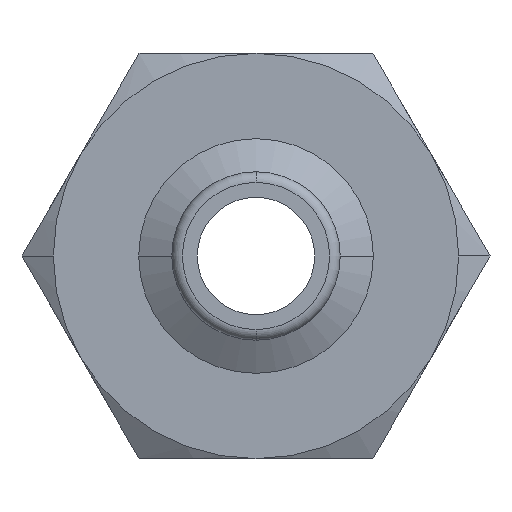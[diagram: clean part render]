
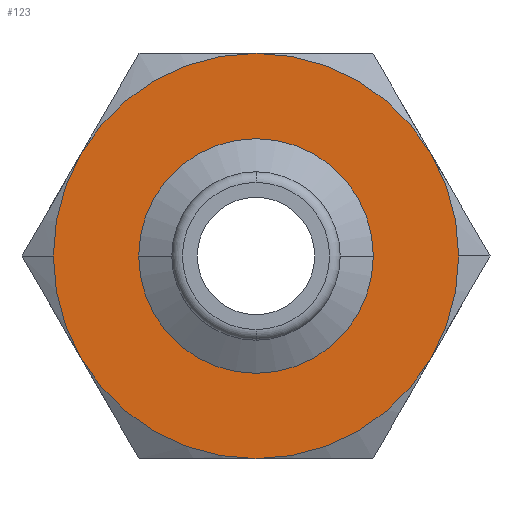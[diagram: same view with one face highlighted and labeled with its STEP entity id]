
A CAD part, front view. The second image highlights one B-rep face of the part: STEP entity #123.
In plain terms, the highlighted planar face has unit normal (0, -1, 0).
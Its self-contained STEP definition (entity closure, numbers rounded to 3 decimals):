
#123=ADVANCED_FACE('',(#268,#269),#270,.T.);
#268=FACE_OUTER_BOUND('',#433,.T.);
#269=FACE_BOUND('',#434,.T.);
#270=PLANE('',#435);
#433=EDGE_LOOP('',(#727,#728,#729,#730,#731,#732,#733,#734));
#434=EDGE_LOOP('',(#735,#736));
#435=AXIS2_PLACEMENT_3D('',#737,#738,#739);
#727=ORIENTED_EDGE('',*,*,#1015,.F.);
#728=ORIENTED_EDGE('',*,*,#1028,.F.);
#729=ORIENTED_EDGE('',*,*,#1063,.F.);
#730=ORIENTED_EDGE('',*,*,#1064,.F.);
#731=ORIENTED_EDGE('',*,*,#961,.F.);
#732=ORIENTED_EDGE('',*,*,#1065,.F.);
#733=ORIENTED_EDGE('',*,*,#976,.F.);
#734=ORIENTED_EDGE('',*,*,#1066,.F.);
#735=ORIENTED_EDGE('',*,*,#1067,.F.);
#736=ORIENTED_EDGE('',*,*,#1068,.F.);
#737=CARTESIAN_POINT('',(4.75,22.0,0.0));
#738=DIRECTION('',(-0.0,-1.0,-0.0));
#739=DIRECTION('',(-1.0,0.0,0.0));
#961=EDGE_CURVE('',#1133,#1131,#1135,.T.);
#976=EDGE_CURVE('',#1160,#1157,#1162,.T.);
#1015=EDGE_CURVE('',#1227,#1224,#1229,.T.);
#1028=EDGE_CURVE('',#1245,#1227,#1247,.T.);
#1063=EDGE_CURVE('',#1289,#1245,#1290,.T.);
#1064=EDGE_CURVE('',#1131,#1289,#1291,.T.);
#1065=EDGE_CURVE('',#1157,#1133,#1292,.T.);
#1066=EDGE_CURVE('',#1224,#1160,#1293,.T.);
#1067=EDGE_CURVE('',#1294,#1295,#1296,.T.);
#1068=EDGE_CURVE('',#1295,#1294,#1297,.T.);
#1131=VERTEX_POINT('',#1370);
#1133=VERTEX_POINT('',#1373);
#1135=CIRCLE('',#1386,9.5);
#1157=VERTEX_POINT('',#1410);
#1160=VERTEX_POINT('',#1424);
#1162=CIRCLE('',#1437,9.5);
#1224=VERTEX_POINT('',#1525);
#1227=VERTEX_POINT('',#1529);
#1229=CIRCLE('',#1542,9.5);
#1245=VERTEX_POINT('',#1616);
#1247=CIRCLE('',#1629,9.5);
#1289=VERTEX_POINT('',#1733);
#1290=CIRCLE('',#1734,9.5);
#1291=CIRCLE('',#1735,9.5);
#1292=CIRCLE('',#1736,9.5);
#1293=CIRCLE('',#1737,9.5);
#1294=VERTEX_POINT('',#1738);
#1295=VERTEX_POINT('',#1739);
#1296=CIRCLE('',#1740,5.5);
#1297=CIRCLE('',#1741,5.5);
#1370=CARTESIAN_POINT('',(-9.5,22.0,0.));
#1373=CARTESIAN_POINT('',(-8.227,22.0,-4.75));
#1386=AXIS2_PLACEMENT_3D('',#1895,#1896,#1897);
#1410=CARTESIAN_POINT('',(0.0,22.0,-9.5));
#1424=CARTESIAN_POINT('',(8.227,22.0,-4.75));
#1437=AXIS2_PLACEMENT_3D('',#1921,#1922,#1923);
#1525=CARTESIAN_POINT('',(9.5,22.0,0.));
#1529=CARTESIAN_POINT('',(8.227,22.0,4.75));
#1542=AXIS2_PLACEMENT_3D('',#1998,#1999,#2000);
#1616=CARTESIAN_POINT('',(0.,22.0,9.5));
#1629=AXIS2_PLACEMENT_3D('',#2004,#2005,#2006);
#1733=CARTESIAN_POINT('',(-8.227,22.0,4.75));
#1734=AXIS2_PLACEMENT_3D('',#2050,#2051,#2052);
#1735=AXIS2_PLACEMENT_3D('',#2053,#2054,#2055);
#1736=AXIS2_PLACEMENT_3D('',#2056,#2057,#2058);
#1737=AXIS2_PLACEMENT_3D('',#2059,#2060,#2061);
#1738=CARTESIAN_POINT('',(-5.5,22.0,0.));
#1739=CARTESIAN_POINT('',(5.5,22.0,0.));
#1740=AXIS2_PLACEMENT_3D('',#2062,#2063,#2064);
#1741=AXIS2_PLACEMENT_3D('',#2065,#2066,#2067);
#1895=CARTESIAN_POINT('',(0.0,22.0,0.0));
#1896=DIRECTION('',(-0.0,1.0,0.0));
#1897=DIRECTION('',(1.0,0.0,0.0));
#1921=CARTESIAN_POINT('',(0.0,22.0,0.0));
#1922=DIRECTION('',(-0.0,1.0,0.0));
#1923=DIRECTION('',(1.0,0.0,0.0));
#1998=CARTESIAN_POINT('',(0.0,22.0,0.0));
#1999=DIRECTION('',(-0.0,1.0,0.0));
#2000=DIRECTION('',(1.0,0.0,0.0));
#2004=CARTESIAN_POINT('',(0.0,22.0,0.0));
#2005=DIRECTION('',(-0.0,1.0,0.0));
#2006=DIRECTION('',(1.0,0.0,0.0));
#2050=CARTESIAN_POINT('',(0.0,22.0,0.0));
#2051=DIRECTION('',(-0.0,1.0,0.0));
#2052=DIRECTION('',(1.0,0.0,0.0));
#2053=CARTESIAN_POINT('',(0.0,22.0,0.0));
#2054=DIRECTION('',(-0.0,1.0,0.0));
#2055=DIRECTION('',(1.0,0.0,0.0));
#2056=CARTESIAN_POINT('',(0.0,22.0,0.0));
#2057=DIRECTION('',(-0.0,1.0,0.0));
#2058=DIRECTION('',(1.0,0.0,0.0));
#2059=CARTESIAN_POINT('',(0.0,22.0,0.0));
#2060=DIRECTION('',(-0.0,1.0,0.0));
#2061=DIRECTION('',(1.0,0.0,0.0));
#2062=CARTESIAN_POINT('',(0.0,22.0,0.0));
#2063=DIRECTION('',(0.0,-1.0,0.0));
#2064=DIRECTION('',(1.0,0.0,0.0));
#2065=CARTESIAN_POINT('',(0.0,22.0,0.0));
#2066=DIRECTION('',(0.0,-1.0,0.0));
#2067=DIRECTION('',(1.0,0.0,0.0));
